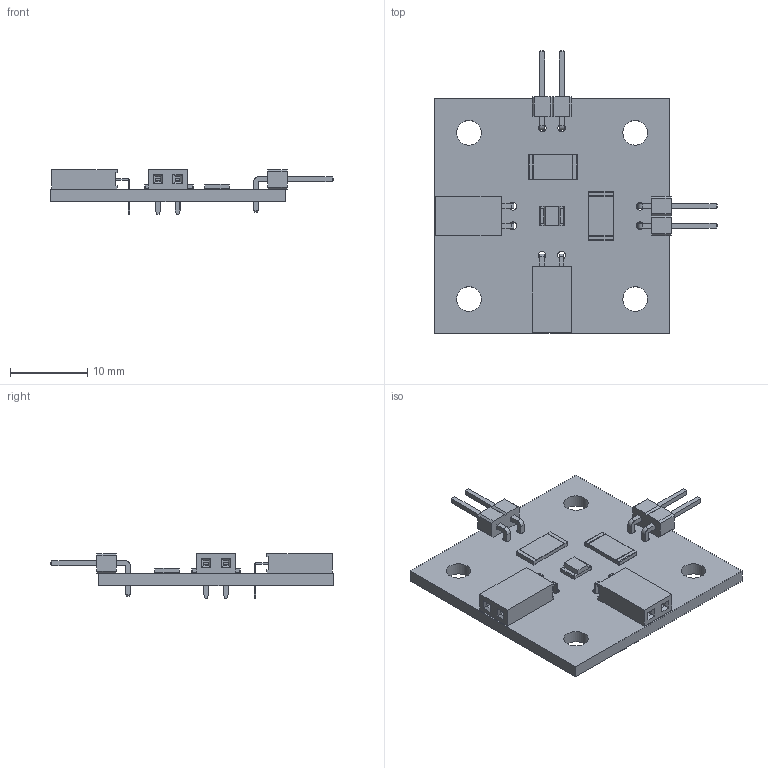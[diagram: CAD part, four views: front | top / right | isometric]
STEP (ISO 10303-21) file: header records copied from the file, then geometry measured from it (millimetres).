
FILE_DESCRIPTION(('KiCad electronic assembly'),'2;1');
FILE_NAME('led_breakout.step','2022-04-27T10:58:52',('Pcbnew'),('Kicad') ,'Open CASCADE STEP processor 7.6','KiCad to STEP converter','Unknown' );
FILE_SCHEMA(('AUTOMOTIVE_DESIGN { 1 0 10303 214 1 1 1 1 }'));
Length unit declared in the file: millimetre
Products named in the file (12): led_breakout 1; R_2512_6332Metric; SOLID; PinSocket_1x02_P2.54mm_Horizontal; PinHeader_1x02_P2.54mm_Horizontal; R_0805_2012Metric; LED_1210_3225Metric; led_breakout PCB
Assembly tree (15 placements, depth 3):
  led_breakout 1
    R_2512_6332Metric  x2
      SOLID
    PinSocket_1x02_P2.54mm_Horizontal  x2
      SOLID
    PinHeader_1x02_P2.54mm_Horizontal  x2
      SOLID
    R_0805_2012Metric  x2
      SOLID
    LED_1210_3225Metric
      SOLID
    led_breakout PCB
Bounding box: 36.71 x 36.71 x 5.84 mm (x, y, z)
Volume: 1746.9 mm3; surface area: 2900.6 mm2
Topology: 10 solids, 10 shells, 448 faces, 1149 edges, 742 vertices
Faces by surface type: bspline 430, cylinder 12, plane 6
Full cylindrical faces by diameter (mm): 1 x8, 3.2 x4
Entity records: 16657 total; most frequent: CARTESIAN_POINT 5714, B_SPLINE_CURVE_WITH_KNOTS 1731, ORIENTED_EDGE 1330, PCURVE 1330, DEFINITIONAL_REPRESENTATION 1330, EDGE_CURVE 665, SURFACE_CURVE 653, VERTEX_POINT 430
